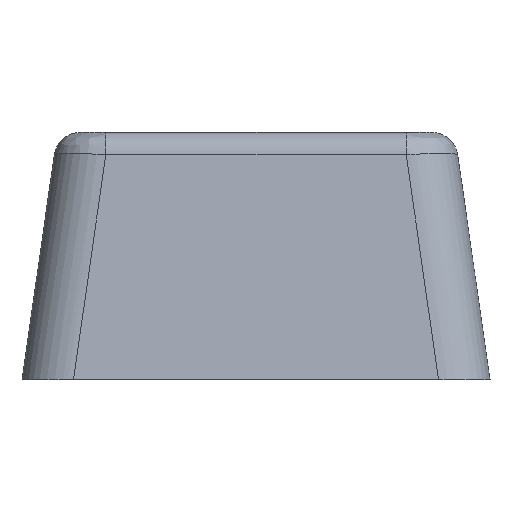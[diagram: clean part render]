
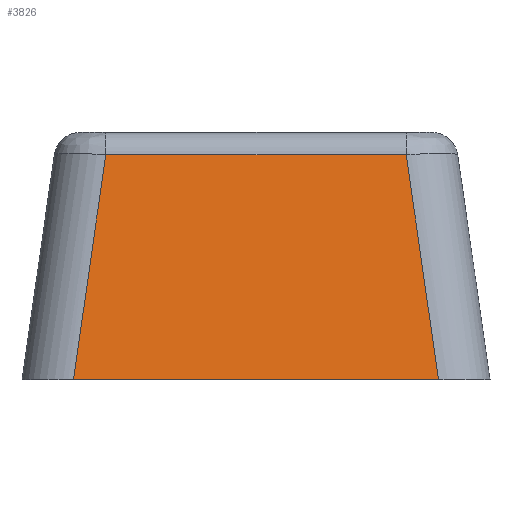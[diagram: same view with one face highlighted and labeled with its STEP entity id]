
A CAD part, left-side view. The second image highlights one B-rep face of the part: STEP entity #3826.
In plain terms, the highlighted planar face has unit normal (-0.99, 0, 0.142).
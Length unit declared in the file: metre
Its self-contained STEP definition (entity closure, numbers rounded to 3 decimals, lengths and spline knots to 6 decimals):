
#520=ORIENTED_EDGE('',*,*,#1688,.T.);
#521=ORIENTED_EDGE('',*,*,#1702,.T.);
#522=ORIENTED_EDGE('',*,*,#1703,.T.);
#523=ORIENTED_EDGE('',*,*,#1704,.T.);
#1688=EDGE_CURVE('',#2280,#2279,#2580,.T.);
#1702=EDGE_CURVE('',#2279,#2293,#2587,.T.);
#1703=EDGE_CURVE('',#2293,#2294,#2588,.F.);
#1704=EDGE_CURVE('',#2294,#2280,#2589,.F.);
#2279=VERTEX_POINT('',#5602);
#2280=VERTEX_POINT('',#5604);
#2293=VERTEX_POINT('',#5632);
#2294=VERTEX_POINT('',#5634);
#2580=LINE('',#5603,#2947);
#2587=LINE('',#5631,#2954);
#2588=LINE('',#5633,#2955);
#2589=LINE('',#5635,#2956);
#2947=VECTOR('',#4466,1.);
#2954=VECTOR('',#4489,1.);
#2955=VECTOR('',#4490,1.);
#2956=VECTOR('',#4491,1.);
#3263=EDGE_LOOP('',(#520,#521,#522,#523));
#3498=FACE_BOUND('',#3263,.T.);
#3722=PLANE('',#4106);
#3826=ADVANCED_FACE('',(#3498),#3722,.T.);
#4106=AXIS2_PLACEMENT_3D('',#5630,#4487,#4488);
#4466=DIRECTION('',(0.,-1.,0.));
#4487=DIRECTION('',(-0.99,0.,0.142));
#4488=DIRECTION('',(0.142,0.,0.99));
#4489=DIRECTION('',(0.141,0.141,0.98));
#4490=DIRECTION('',(0.,-1.,0.));
#4491=DIRECTION('',(0.141,-0.141,0.98));
#5602=CARTESIAN_POINT('',(0.156,0.00198,0.));
#5603=CARTESIAN_POINT('',(0.156,0.009,0.));
#5604=CARTESIAN_POINT('',(0.156,0.01602,0.));
#5630=CARTESIAN_POINT('',(0.156,0.,0.));
#5631=CARTESIAN_POINT('',(0.155961,0.00194,-0.000273));
#5632=CARTESIAN_POINT('',(0.157243,0.003223,0.008642));
#5633=CARTESIAN_POINT('',(0.157243,0.,0.008642));
#5634=CARTESIAN_POINT('',(0.157243,0.014777,0.008642));
#5635=CARTESIAN_POINT('',(0.156318,0.015702,0.002213));
